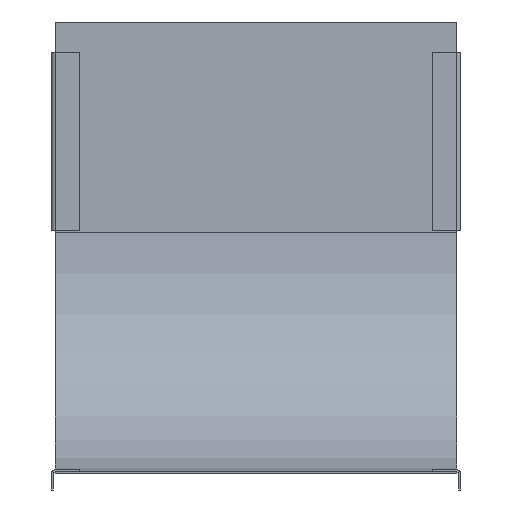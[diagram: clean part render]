
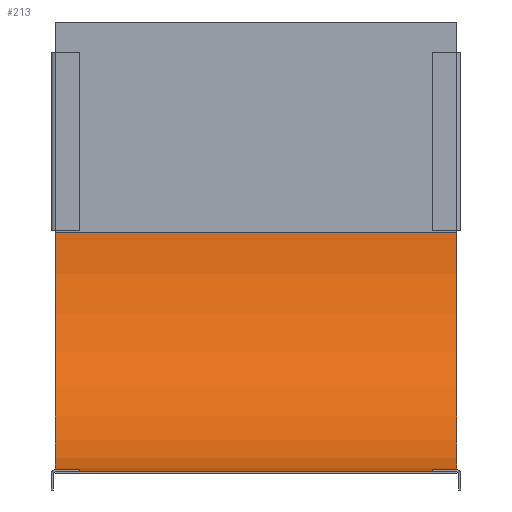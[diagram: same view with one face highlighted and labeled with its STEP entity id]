
A CAD part, front view. The second image highlights one B-rep face of the part: STEP entity #213.
In plain terms, the highlighted cylindrical face has radius 119.25 mm (diameter 238.5 mm), a partial arc.
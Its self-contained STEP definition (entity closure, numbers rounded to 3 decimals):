
#26=CARTESIAN_POINT('',(300.,90.,119.25));
#27=DIRECTION('',(1.,0.,0.));
#28=DIRECTION('',(0.,0.,-1.));
#29=AXIS2_PLACEMENT_3D('',#26,#27,#28);
#35=DIRECTION('',(-1.,0.,0.));
#36=VECTOR('',#35,200.);
#37=CARTESIAN_POINT('',(300.,90.,0.));
#38=LINE('',#37,#36);
#39=DIRECTION('',(1.,0.,0.));
#40=VECTOR('',#39,200.);
#41=CARTESIAN_POINT('',(100.,209.25,119.25));
#42=LINE('',#41,#40);
#64=CARTESIAN_POINT('',(100.,90.,119.25));
#65=DIRECTION('',(-1.,0.,0.));
#66=DIRECTION('',(0.,1.,0.));
#67=AXIS2_PLACEMENT_3D('',#64,#65,#66);
#102=CARTESIAN_POINT('',(300.,90.,0.));
#104=VERTEX_POINT('',#102);
#108=CARTESIAN_POINT('',(300.,209.25,119.25));
#110=VERTEX_POINT('',#108);
#117=CARTESIAN_POINT('',(100.,90.,0.));
#119=VERTEX_POINT('',#117);
#124=CARTESIAN_POINT('',(100.,209.25,119.25));
#126=VERTEX_POINT('',#124);
#201=CARTESIAN_POINT('',(0.,90.,119.25));
#202=DIRECTION('',(-1.,0.,0.));
#203=DIRECTION('',(0.,1.,0.));
#204=AXIS2_PLACEMENT_3D('',#201,#202,#203);
#205=CYLINDRICAL_SURFACE('',#204,119.25);
#206=ORIENTED_EDGE('',*,*,#142,.T.);
#208=ORIENTED_EDGE('',*,*,#207,.F.);
#209=ORIENTED_EDGE('',*,*,#191,.T.);
#210=ORIENTED_EDGE('',*,*,#181,.F.);
#211=EDGE_LOOP('',(#206,#208,#209,#210));
#212=FACE_OUTER_BOUND('',#211,.F.);
#213=ADVANCED_FACE('',(#212),#205,.F.);
#30=CIRCLE('',#29,119.25);
#68=CIRCLE('',#67,119.25);
#142=EDGE_CURVE('',#104,#119,#38,.T.);
#181=EDGE_CURVE('',#104,#110,#30,.T.);
#191=EDGE_CURVE('',#126,#110,#42,.T.);
#207=EDGE_CURVE('',#126,#119,#68,.T.);
